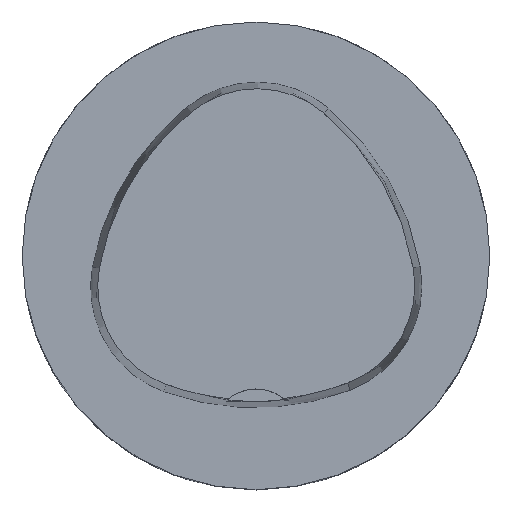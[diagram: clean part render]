
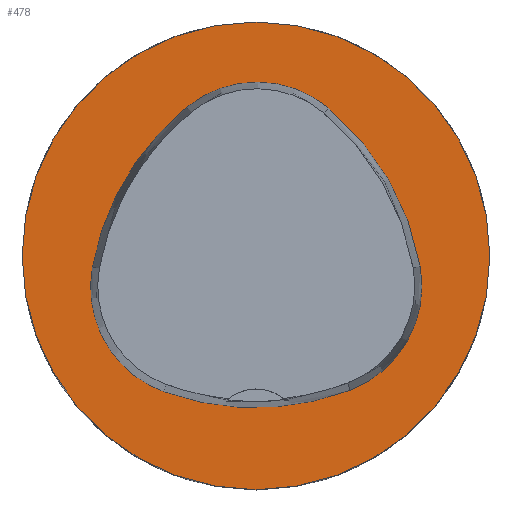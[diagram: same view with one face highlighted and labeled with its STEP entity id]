
A CAD part, top view. The second image highlights one B-rep face of the part: STEP entity #478.
In plain terms, the highlighted planar face has unit normal (0, 0, 1).
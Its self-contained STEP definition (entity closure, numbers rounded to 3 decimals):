
#207=PLANE('',#4934);
#324=FACE_BOUND('',#1057,.T.);
#325=FACE_BOUND('',#1058,.T.);
#478=ADVANCED_FACE('',(#324,#325),#207,.T.);
#1057=EDGE_LOOP('',(#2371,#2372,#2373,#2374,#2375,#2376));
#1058=EDGE_LOOP('',(#2377));
#1346=CIRCLE('',#4906,31.5);
#1347=CIRCLE('',#4912,36.);
#1349=CIRCLE('',#4915,15.);
#1351=CIRCLE('',#4918,36.);
#1353=CIRCLE('',#4921,15.);
#1357=CIRCLE('',#4926,36.);
#1359=CIRCLE('',#4929,15.);
#2371=ORIENTED_EDGE('',*,*,#4093,.T.);
#2372=ORIENTED_EDGE('',*,*,#4073,.T.);
#2373=ORIENTED_EDGE('',*,*,#4077,.T.);
#2374=ORIENTED_EDGE('',*,*,#4080,.T.);
#2375=ORIENTED_EDGE('',*,*,#4083,.T.);
#2376=ORIENTED_EDGE('',*,*,#4091,.T.);
#2377=ORIENTED_EDGE('',*,*,#4064,.F.);
#3597=VERTEX_POINT('',#7510);
#3606=VERTEX_POINT('',#7529);
#3607=VERTEX_POINT('',#7530);
#3610=VERTEX_POINT('',#7538);
#3612=VERTEX_POINT('',#7544);
#3614=VERTEX_POINT('',#7550);
#3621=VERTEX_POINT('',#7571);
#4064=EDGE_CURVE('',#3597,#3597,#1346,.T.);
#4073=EDGE_CURVE('',#3606,#3607,#1347,.T.);
#4077=EDGE_CURVE('',#3607,#3610,#1349,.T.);
#4080=EDGE_CURVE('',#3610,#3612,#1351,.T.);
#4083=EDGE_CURVE('',#3612,#3614,#1353,.T.);
#4091=EDGE_CURVE('',#3614,#3621,#1357,.T.);
#4093=EDGE_CURVE('',#3621,#3606,#1359,.T.);
#4906=AXIS2_PLACEMENT_3D('',#7509,#5562,#5563);
#4912=AXIS2_PLACEMENT_3D('',#7528,#5578,#5579);
#4915=AXIS2_PLACEMENT_3D('',#7537,#5586,#5587);
#4918=AXIS2_PLACEMENT_3D('',#7543,#5593,#5594);
#4921=AXIS2_PLACEMENT_3D('',#7549,#5600,#5601);
#4926=AXIS2_PLACEMENT_3D('',#7572,#5612,#5613);
#4929=AXIS2_PLACEMENT_3D('',#7575,#5618,#5619);
#4934=AXIS2_PLACEMENT_3D('',#7580,#5628,#5629);
#5562=DIRECTION('',(0.,0.,-1.));
#5563=DIRECTION('',(-1.,0.,0.));
#5578=DIRECTION('',(0.,0.,-1.));
#5579=DIRECTION('',(-1.,0.,0.));
#5586=DIRECTION('',(0.,0.,-1.));
#5587=DIRECTION('',(-1.,0.,0.));
#5593=DIRECTION('',(0.,0.,-1.));
#5594=DIRECTION('',(-1.,0.,0.));
#5600=DIRECTION('',(0.,0.,-1.));
#5601=DIRECTION('',(-1.,0.,0.));
#5612=DIRECTION('',(0.,0.,-1.));
#5613=DIRECTION('',(-1.,0.,0.));
#5618=DIRECTION('',(0.,0.,-1.));
#5619=DIRECTION('',(-1.,0.,0.));
#5628=DIRECTION('',(0.,0.,1.));
#5629=DIRECTION('',(1.,0.,0.));
#7509=CARTESIAN_POINT('',(0.,0.,0.));
#7510=CARTESIAN_POINT('',(-31.5,0.,0.));
#7528=CARTESIAN_POINT('',(13.398,-7.893,0.));
#7529=CARTESIAN_POINT('',(-22.041,-1.562,0.));
#7530=CARTESIAN_POINT('',(-9.317,20.036,0.));
#7537=CARTESIAN_POINT('',(0.148,8.399,0.));
#7538=CARTESIAN_POINT('',(9.779,19.898,0.));
#7543=CARTESIAN_POINT('',(-13.337,-7.7,0.));
#7544=CARTESIAN_POINT('',(22.122,-1.48,0.));
#7549=CARTESIAN_POINT('',(7.347,-4.071,0.));
#7550=CARTESIAN_POINT('',(12.693,-18.087,0.));
#7571=CARTESIAN_POINT('',(-12.373,-18.307,0.));
#7572=CARTESIAN_POINT('',(-0.137,15.55,0.));
#7575=CARTESIAN_POINT('',(-7.275,-4.2,0.));
#7580=CARTESIAN_POINT('',(0.,0.,0.));
